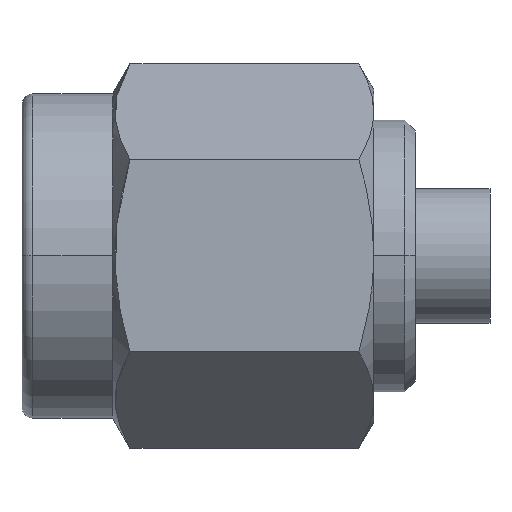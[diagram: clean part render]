
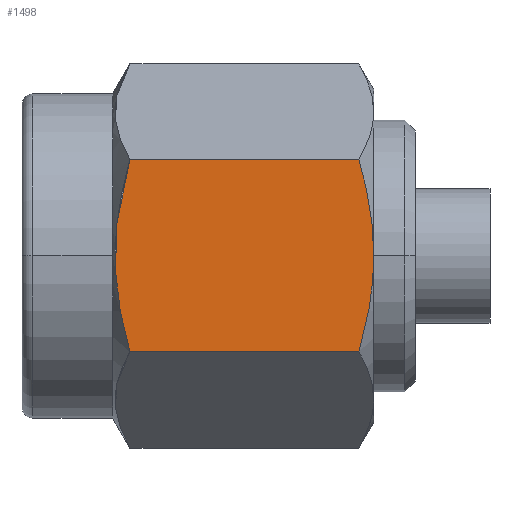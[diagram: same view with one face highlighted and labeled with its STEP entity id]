
A CAD part, top view. The second image highlights one B-rep face of the part: STEP entity #1498.
In plain terms, the highlighted planar face has unit normal (0, 0, 1).
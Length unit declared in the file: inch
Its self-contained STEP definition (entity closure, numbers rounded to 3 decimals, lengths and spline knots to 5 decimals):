
#70=LINE('',#2515,#156);
#71=LINE('',#2539,#157);
#156=VECTOR('',#1906,0.21481);
#157=VECTOR('',#1907,0.21481);
#249=B_SPLINE_CURVE_WITH_KNOTS('',3,(#2493,#2494,#2495,#2496,#2497,#2498,
#2499,#2500,#2501,#2502),.UNSPECIFIED.,.F.,.F.,(4,3,3,4),(0.,0.4151,
0.61216,1.),.UNSPECIFIED.);
#250=B_SPLINE_CURVE_WITH_KNOTS('',3,(#2504,#2505,#2506,#2507,#2508,#2509,
#2510,#2511,#2512,#2513),.UNSPECIFIED.,.F.,.F.,(4,3,3,4),(0.,0.38789,
0.58494,1.),.UNSPECIFIED.);
#251=B_SPLINE_CURVE_WITH_KNOTS('',3,(#2517,#2518,#2519,#2520,#2521,#2522,
#2523,#2524,#2525,#2526,#2527,#2528,#2529,#2530,#2531,#2532,#2533,#2534,
#2535,#2536,#2537,#2538),.UNSPECIFIED.,.F.,.F.,(4,3,3,3,3,3,3,4),(0.,0.2296,
0.33851,0.44623,0.55367,0.6614,0.77033,
1.),.UNSPECIFIED.);
#412=FACE_OUTER_BOUND('',#484,.T.);
#484=EDGE_LOOP('',(#1218,#1219,#1220,#1221,#1222));
#672=VERTEX_POINT('',#2491);
#673=VERTEX_POINT('',#2492);
#674=VERTEX_POINT('',#2503);
#675=VERTEX_POINT('',#2514);
#676=VERTEX_POINT('',#2516);
#945=EDGE_CURVE('',#672,#673,#249,.T.);
#946=EDGE_CURVE('',#673,#674,#250,.T.);
#947=EDGE_CURVE('',#674,#675,#70,.T.);
#948=EDGE_CURVE('',#675,#676,#251,.T.);
#949=EDGE_CURVE('',#676,#672,#71,.T.);
#1218=ORIENTED_EDGE('',*,*,#945,.T.);
#1219=ORIENTED_EDGE('',*,*,#946,.T.);
#1220=ORIENTED_EDGE('',*,*,#947,.T.);
#1221=ORIENTED_EDGE('',*,*,#948,.T.);
#1222=ORIENTED_EDGE('',*,*,#949,.T.);
#1480=PLANE('',#1725);
#1498=ADVANCED_FACE('',(#412),#1480,.T.);
#1725=AXIS2_PLACEMENT_3D('',#2490,#1904,#1905);
#1904=DIRECTION('center_axis',(0.,0.,1.));
#1905=DIRECTION('ref_axis',(1.,0.,0.));
#1906=DIRECTION('',(-1.,0.,0.));
#1907=DIRECTION('',(1.,0.,0.));
#2490=CARTESIAN_POINT('Origin',(0.0824,0.,0.156));
#2491=CARTESIAN_POINT('',(0.31606,-0.09009,0.156));
#2492=CARTESIAN_POINT('',(0.33,0.,0.156));
#2493=CARTESIAN_POINT('Ctrl Pts',(0.31606,-0.09009,0.156));
#2494=CARTESIAN_POINT('Ctrl Pts',(0.31957,-0.07793,
0.156));
#2495=CARTESIAN_POINT('Ctrl Pts',(0.32259,-0.06562,
0.156));
#2496=CARTESIAN_POINT('Ctrl Pts',(0.32491,-0.05318,
0.156));
#2497=CARTESIAN_POINT('Ctrl Pts',(0.32601,-0.04728,
0.156));
#2498=CARTESIAN_POINT('Ctrl Pts',(0.32695,-0.04134,
0.156));
#2499=CARTESIAN_POINT('Ctrl Pts',(0.32771,-0.03538,
0.156));
#2500=CARTESIAN_POINT('Ctrl Pts',(0.32921,-0.02365,
0.156));
#2501=CARTESIAN_POINT('Ctrl Pts',(0.33001,-0.01183,
0.156));
#2502=CARTESIAN_POINT('Ctrl Pts',(0.33,0.,0.156));
#2503=CARTESIAN_POINT('',(0.31606,0.09009,0.156));
#2504=CARTESIAN_POINT('Ctrl Pts',(0.33,0.,0.156));
#2505=CARTESIAN_POINT('Ctrl Pts',(0.33001,0.01183,
0.156));
#2506=CARTESIAN_POINT('Ctrl Pts',(0.32921,0.02365,0.156));
#2507=CARTESIAN_POINT('Ctrl Pts',(0.32771,0.03538,
0.156));
#2508=CARTESIAN_POINT('Ctrl Pts',(0.32695,0.04134,
0.156));
#2509=CARTESIAN_POINT('Ctrl Pts',(0.32601,0.04728,
0.156));
#2510=CARTESIAN_POINT('Ctrl Pts',(0.32491,0.05319,
0.156));
#2511=CARTESIAN_POINT('Ctrl Pts',(0.32259,0.06563,
0.156));
#2512=CARTESIAN_POINT('Ctrl Pts',(0.31957,0.07793,
0.156));
#2513=CARTESIAN_POINT('Ctrl Pts',(0.31606,0.09009,0.156));
#2514=CARTESIAN_POINT('',(0.10125,0.09009,0.156));
#2515=CARTESIAN_POINT('',(0.31606,0.09009,0.156));
#2516=CARTESIAN_POINT('',(0.10125,-0.09009,0.156));
#2517=CARTESIAN_POINT('Ctrl Pts',(0.10125,0.09009,0.156));
#2518=CARTESIAN_POINT('Ctrl Pts',(0.09737,0.07664,
0.156));
#2519=CARTESIAN_POINT('Ctrl Pts',(0.09408,0.06301,
0.156));
#2520=CARTESIAN_POINT('Ctrl Pts',(0.09169,0.04921,
0.156));
#2521=CARTESIAN_POINT('Ctrl Pts',(0.09055,0.04267,
0.156));
#2522=CARTESIAN_POINT('Ctrl Pts',(0.08961,0.03609,
0.156));
#2523=CARTESIAN_POINT('Ctrl Pts',(0.0889,0.02949,
0.156));
#2524=CARTESIAN_POINT('Ctrl Pts',(0.0882,0.02296,
0.156));
#2525=CARTESIAN_POINT('Ctrl Pts',(0.08773,0.0164,
0.156));
#2526=CARTESIAN_POINT('Ctrl Pts',(0.08749,0.00983,
0.156));
#2527=CARTESIAN_POINT('Ctrl Pts',(0.08725,0.00329,
0.156));
#2528=CARTESIAN_POINT('Ctrl Pts',(0.08725,-0.00327,
0.156));
#2529=CARTESIAN_POINT('Ctrl Pts',(0.08749,-0.00982,
0.156));
#2530=CARTESIAN_POINT('Ctrl Pts',(0.08773,-0.01638,
0.156));
#2531=CARTESIAN_POINT('Ctrl Pts',(0.0882,-0.02294,
0.156));
#2532=CARTESIAN_POINT('Ctrl Pts',(0.0889,-0.02947,
0.156));
#2533=CARTESIAN_POINT('Ctrl Pts',(0.08961,-0.03608,
0.156));
#2534=CARTESIAN_POINT('Ctrl Pts',(0.09055,-0.04266,
0.156));
#2535=CARTESIAN_POINT('Ctrl Pts',(0.09168,-0.0492,
0.156));
#2536=CARTESIAN_POINT('Ctrl Pts',(0.09408,-0.063,
0.156));
#2537=CARTESIAN_POINT('Ctrl Pts',(0.09737,-0.07664,
0.156));
#2538=CARTESIAN_POINT('Ctrl Pts',(0.10125,-0.09009,0.156));
#2539=CARTESIAN_POINT('',(0.10125,-0.09009,0.156));
